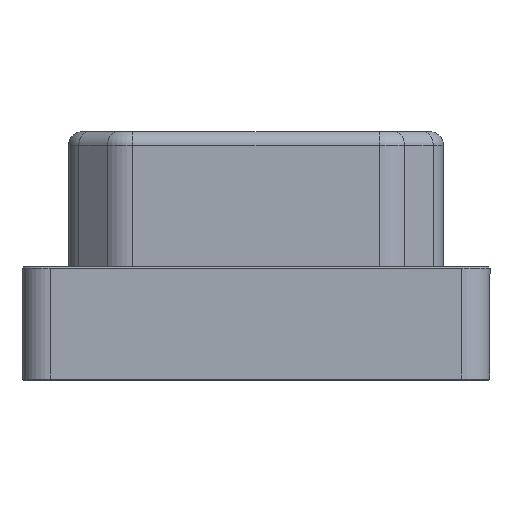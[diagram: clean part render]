
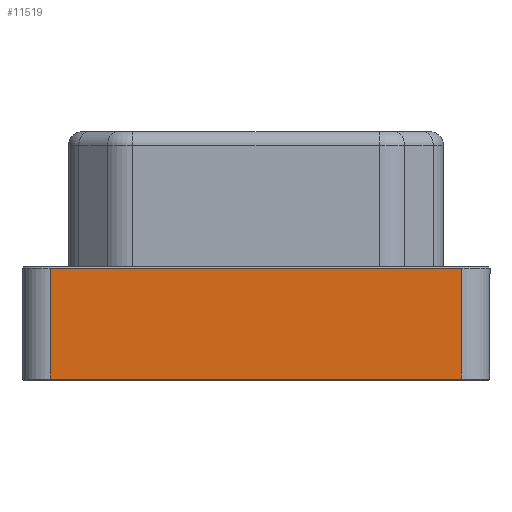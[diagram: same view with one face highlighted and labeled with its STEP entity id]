
A CAD part, left-side view. The second image highlights one B-rep face of the part: STEP entity #11519.
In plain terms, the highlighted face is planar.
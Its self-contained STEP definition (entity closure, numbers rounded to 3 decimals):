
#1075=LINE('',#18279,#1932);
#1076=LINE('',#18283,#1933);
#1077=LINE('',#18285,#1934);
#1078=LINE('',#18286,#1935);
#1932=VECTOR('',#14358,10.);
#1933=VECTOR('',#14363,10.);
#1934=VECTOR('',#14364,10.);
#1935=VECTOR('',#14365,10.);
#2775=FACE_OUTER_BOUND('',#3563,.T.);
#3563=EDGE_LOOP('',(#8280,#8281,#8282,#8283));
#5108=VERTEX_POINT('',#18276);
#5109=VERTEX_POINT('',#18278);
#5110=VERTEX_POINT('',#18282);
#5111=VERTEX_POINT('',#18284);
#6304=EDGE_CURVE('',#5108,#5109,#1075,.T.);
#6306=EDGE_CURVE('',#5110,#5108,#1076,.T.);
#6307=EDGE_CURVE('',#5111,#5110,#1077,.T.);
#6308=EDGE_CURVE('',#5109,#5111,#1078,.T.);
#8280=ORIENTED_EDGE('',*,*,#6306,.F.);
#8281=ORIENTED_EDGE('',*,*,#6307,.F.);
#8282=ORIENTED_EDGE('',*,*,#6308,.F.);
#8283=ORIENTED_EDGE('',*,*,#6304,.F.);
#11108=PLANE('',#12513);
#11519=ADVANCED_FACE('',(#2775),#11108,.F.);
#12513=AXIS2_PLACEMENT_3D('',#18281,#14361,#14362);
#14358=DIRECTION('',(0.,0.,-1.));
#14361=DIRECTION('center_axis',(0.,-1.,0.));
#14362=DIRECTION('ref_axis',(-1.,0.,0.));
#14363=DIRECTION('',(-1.,0.,0.));
#14364=DIRECTION('',(0.,0.,1.));
#14365=DIRECTION('',(1.,0.,0.));
#18276=CARTESIAN_POINT('',(6.,131.1,7.8));
#18278=CARTESIAN_POINT('',(6.,131.1,-7.8));
#18279=CARTESIAN_POINT('',(6.,131.1,8.));
#18281=CARTESIAN_POINT('Origin',(73.293,131.1,8.));
#18282=CARTESIAN_POINT('',(64.,131.1,7.8));
#18283=CARTESIAN_POINT('',(36.647,131.1,7.8));
#18284=CARTESIAN_POINT('',(64.,131.1,-7.8));
#18285=CARTESIAN_POINT('',(64.,131.1,8.));
#18286=CARTESIAN_POINT('',(36.647,131.1,-7.8));
